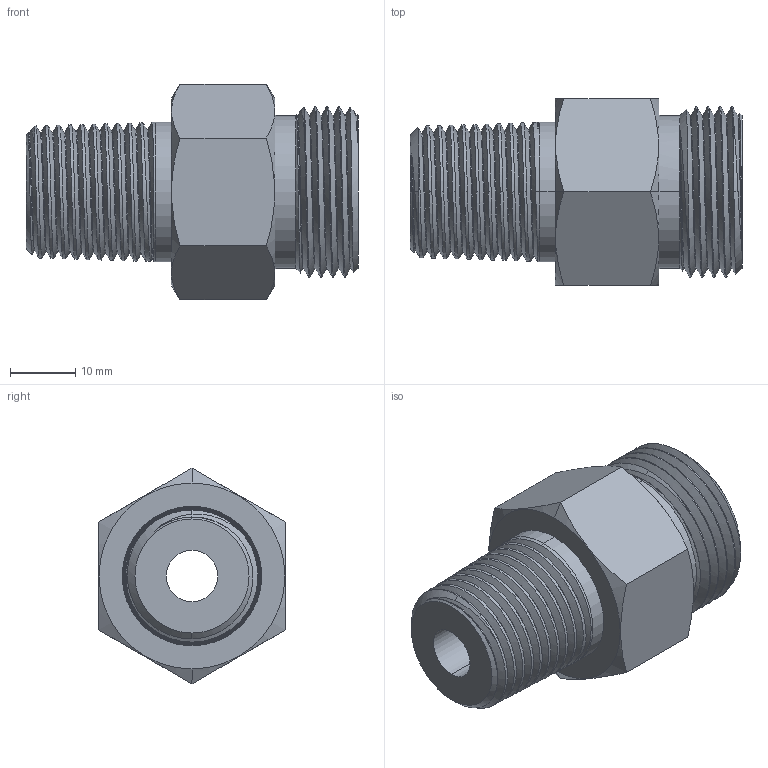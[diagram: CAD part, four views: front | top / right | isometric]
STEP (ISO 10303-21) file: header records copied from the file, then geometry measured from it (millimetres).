
FILE_DESCRIPTION (( 'STEP AP203' ), '1' );
FILE_NAME ('AD-660MBR-8MNPT.STEP', '2025-08-06T20:10:09', ( '' ), ( '' ), 'SwSTEP 2.0', 'SolidWorks 2018', '' );
FILE_SCHEMA (( 'CONFIG_CONTROL_DESIGN' ));
Length unit declared in the file: inch
Products named in the file (1): AD-660MBR-8MNPT
Bounding box: 50.8 x 28.57 x 33 mm (x, y, z)
Volume: 20763.4 mm3; surface area: 7857.9 mm2
Topology: 1 solids, 1 shells, 115 faces, 294 edges, 190 vertices
Faces by surface type: cone 43, bspline 33, plane 23, cylinder 16
Entity records: 15601 total; most frequent: CARTESIAN_POINT 13099, ORIENTED_EDGE 588, DIRECTION 345, EDGE_CURVE 294, VERTEX_POINT 190, B_SPLINE_CURVE_WITH_KNOTS 151, EDGE_LOOP 126, AXIS2_PLACEMENT_3D 119
